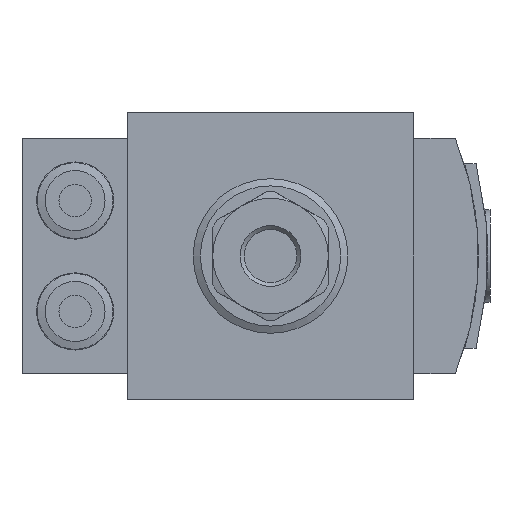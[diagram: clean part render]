
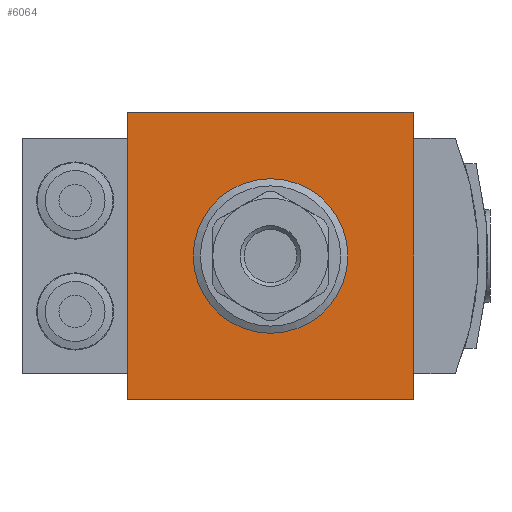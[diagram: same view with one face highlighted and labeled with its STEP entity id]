
A CAD part, front view. The second image highlights one B-rep face of the part: STEP entity #6064.
In plain terms, the highlighted planar face has unit normal (0, -1, 0).
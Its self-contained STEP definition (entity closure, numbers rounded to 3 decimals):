
#181=PLANE('',#6396);
#412=LINE('',#8380,#821);
#430=LINE('',#8414,#839);
#439=LINE('',#8431,#848);
#504=LINE('',#8583,#913);
#821=VECTOR('',#6923,1000.);
#839=VECTOR('',#6943,1000.);
#848=VECTOR('',#6954,1000.);
#913=VECTOR('',#7077,1000.);
#1535=ORIENTED_EDGE('',*,*,#2673,.F.);
#1536=ORIENTED_EDGE('',*,*,#2543,.F.);
#1537=ORIENTED_EDGE('',*,*,#2561,.F.);
#1538=ORIENTED_EDGE('',*,*,#2570,.F.);
#1539=ORIENTED_EDGE('',*,*,#2651,.F.);
#2543=EDGE_CURVE('',#3117,#3118,#412,.T.);
#2561=EDGE_CURVE('',#3132,#3117,#430,.T.);
#2570=EDGE_CURVE('',#3139,#3132,#439,.T.);
#2651=EDGE_CURVE('',#3118,#3139,#504,.T.);
#2673=EDGE_CURVE('',#3210,#3210,#3448,.F.);
#3117=VERTEX_POINT('',#8379);
#3118=VERTEX_POINT('',#8381);
#3132=VERTEX_POINT('',#8413);
#3139=VERTEX_POINT('',#8430);
#3210=VERTEX_POINT('',#8626);
#3448=CIRCLE('',#6397,16.732);
#3592=EDGE_LOOP('',(#1535));
#3593=EDGE_LOOP('',(#1536,#1537,#1538,#1539));
#3922=FACE_BOUND('',#3592,.T.);
#3923=FACE_BOUND('',#3593,.T.);
#6064=ADVANCED_FACE('',(#3922,#3923),#181,.F.);
#6396=AXIS2_PLACEMENT_3D('',#8624,#7116,#7117);
#6397=AXIS2_PLACEMENT_3D('',#8625,#7118,#7119);
#6923=DIRECTION('',(0.,0.,1.));
#6943=DIRECTION('',(-1.,0.,0.));
#6954=DIRECTION('',(0.,0.,-1.));
#7077=DIRECTION('',(1.,0.,0.));
#7116=DIRECTION('',(0.,1.,0.));
#7117=DIRECTION('',(0.,0.,1.));
#7118=DIRECTION('',(0.,1.,0.));
#7119=DIRECTION('',(0.,0.,1.));
#8379=CARTESIAN_POINT('',(-31.,-45.5,-31.));
#8380=CARTESIAN_POINT('',(-31.,-45.5,-31.));
#8381=CARTESIAN_POINT('',(-31.,-45.5,31.));
#8413=CARTESIAN_POINT('',(31.,-45.5,-31.));
#8414=CARTESIAN_POINT('',(31.,-45.5,-31.));
#8430=CARTESIAN_POINT('',(31.,-45.5,31.));
#8431=CARTESIAN_POINT('',(31.,-45.5,31.));
#8583=CARTESIAN_POINT('',(-31.,-45.5,31.));
#8624=CARTESIAN_POINT('',(0.,-45.5,0.));
#8625=CARTESIAN_POINT('',(0.,-45.5,0.));
#8626=CARTESIAN_POINT('',(0.,-45.5,16.732));
